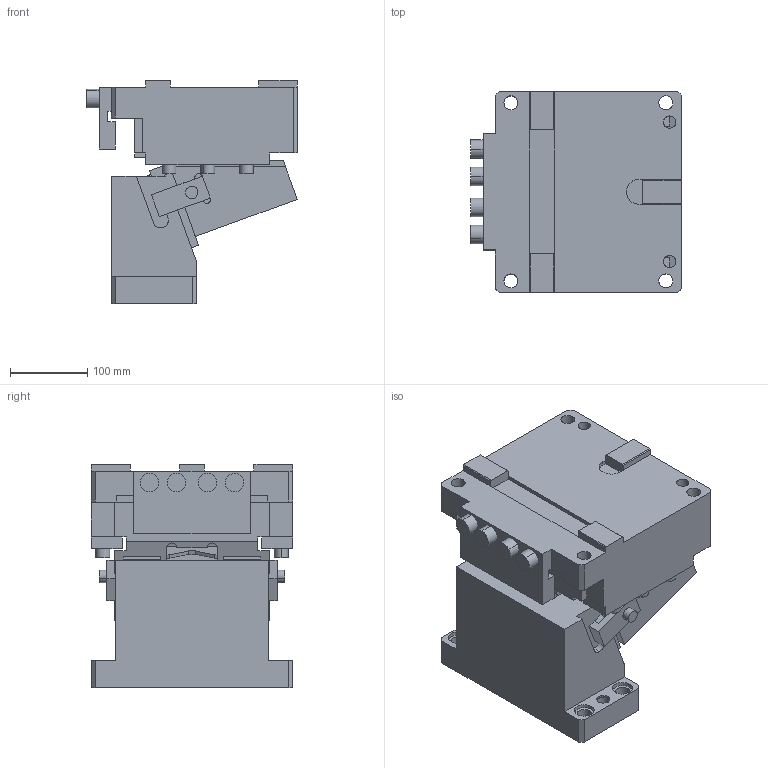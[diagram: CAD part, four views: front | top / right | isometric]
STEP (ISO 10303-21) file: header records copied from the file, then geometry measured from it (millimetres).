
FILE_DESCRIPTION(('CATIA V5 STEP Exchange'),'2;1');
FILE_NAME('CACK_200_70.stp','2015-04-23T08:10:38+00:00',('none'),('none'),'CATIA Version 5 Release 19 SP 2 (IN-10)','CATIA V5 STEP AP203','none');
FILE_SCHEMA(('CONFIG_CONTROL_DESIGN'));
Length unit declared in the file: millimetre
Products named in the file (1): CACK_200_70
Bounding box: 272 x 260 x 289 mm (x, y, z)
Volume: 10536861.3 mm3; surface area: 712889.2 mm2
Topology: 3 solids, 3 shells, 341 faces, 932 edges, 617 vertices
Faces by surface type: plane 216, cylinder 115, cone 8, extrusion 2
Entity records: 10847 total; most frequent: CARTESIAN_POINT 2366, ORIENTED_EDGE 1848, DIRECTION 1488, EDGE_CURVE 924, VECTOR 691, LINE 689, VERTEX_POINT 617, AXIS2_PLACEMENT_3D 503
